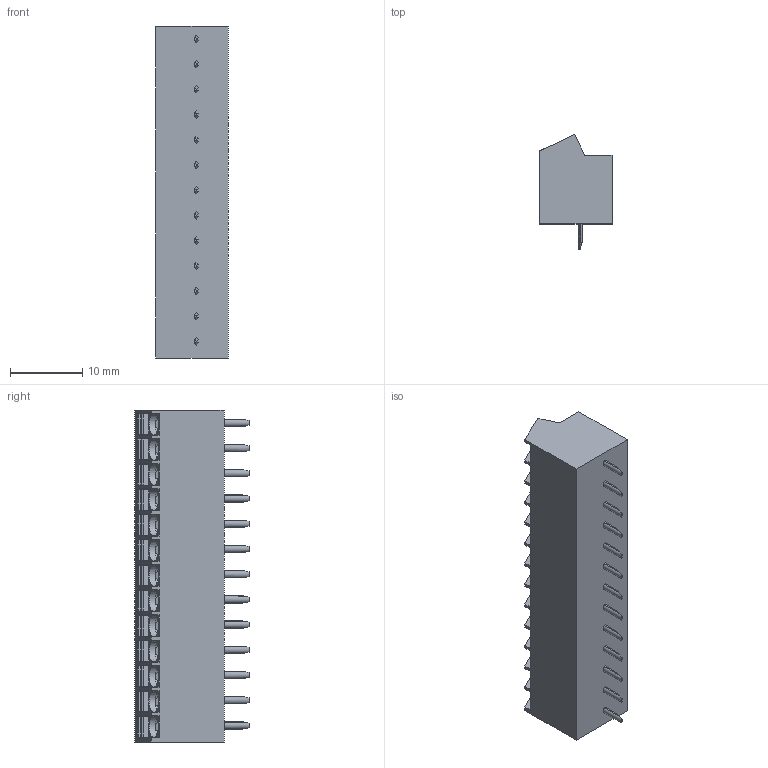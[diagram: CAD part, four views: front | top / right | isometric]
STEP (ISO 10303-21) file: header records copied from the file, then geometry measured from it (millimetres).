
FILE_DESCRIPTION((''),'2;1');
FILE_NAME('PRT0007','2024-09-25T',('sj'),(''),'PRO/ENGINEER BY PARAMETRIC TECHNOLOGY CORPORATION, 2013240','PRO/ENGINEER BY PARAMETRIC TECHNOLOGY CORPORATION, 2013240','');
FILE_SCHEMA(('AUTOMOTIVE_DESIGN_CC2 { 1 2 10303 214 -1 1 5 2 }'));
Length unit declared in the file: millimetre
Products named in the file (1): PRT0007
Bounding box: 10 x 15.9 x 46.1 mm (x, y, z)
Volume: 4561.6 mm3; surface area: 3001.8 mm2
Topology: 1 solids, 1 shells, 567 faces, 1500 edges, 974 vertices
Faces by surface type: plane 385, cylinder 130, cone 52
Entity records: 17672 total; most frequent: CARTESIAN_POINT 3662, ORIENTED_EDGE 3000, DIRECTION 2751, EDGE_CURVE 1500, VECTOR 1071, LINE 1071, VERTEX_POINT 974, AXIS2_PLACEMENT_3D 840
